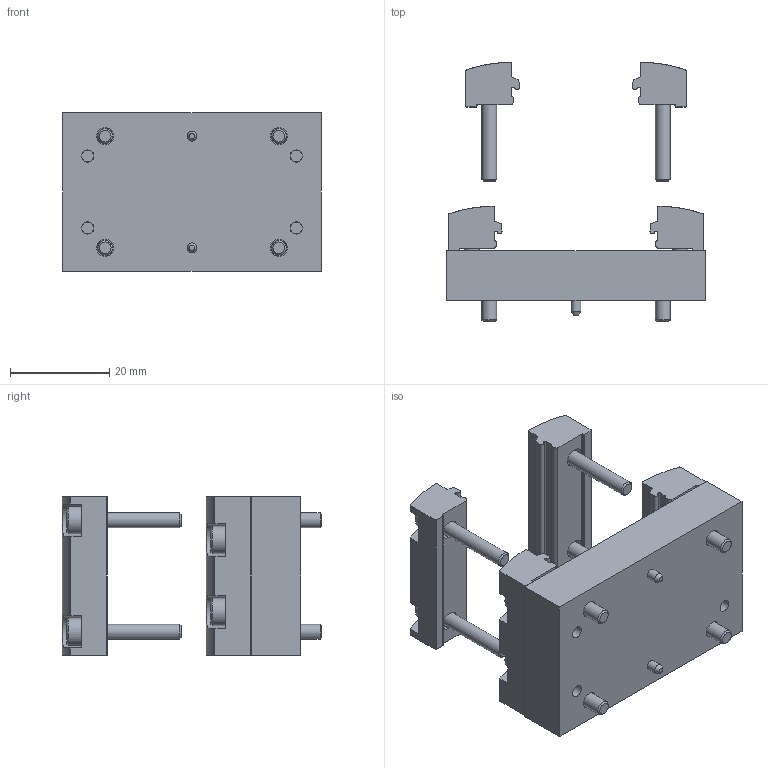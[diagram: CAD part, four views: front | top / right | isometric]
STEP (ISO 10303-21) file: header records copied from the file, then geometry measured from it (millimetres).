
FILE_DESCRIPTION(/* description */ ('STEP AP214'),/* implementation_level */ '2;1');
FILE_NAME(/* name */ '8066713_EHAA-D-L2-32-L2-32',/* time_stamp */ '2024-08-27T14:51:06+02:00',/* author */ ('License CC BY-ND 4.0'),/* organization */ ('CADENAS'),/* preprocessor_version */ 'ST-DEVELOPER v19.3',/* originating_system */ 'PARTsolutions',/* authorisation */ ' ');
FILE_SCHEMA (('AUTOMOTIVE_DESIGN {1 0 10303 214 3 1 1}'));
Length unit declared in the file: millimetre
Products named in the file (7): 8066713 EHAA-D-L2-32-L2-32; 5269117 EHAA-D-L2-32-L2-32---(p); 5065238 EHAA-D-L2-32-L2-32---(c); DIN-912 - M3x10(F); 4633284 EAHF-L2-25-P-D1---(c); DIN-912 - M3x20(F); 525273 ZBS-2
Assembly tree (19 placements, depth 2):
  8066713 EHAA-D-L2-32-L2-32
    5269117 EHAA-D-L2-32-L2-32---(p)
    5065238 EHAA-D-L2-32-L2-32---(c)  x2
    DIN-912 - M3x10(F)  x8
    4633284 EAHF-L2-25-P-D1---(c)  x2
    DIN-912 - M3x20(F)  x4
    525273 ZBS-2  x2
Bounding box: 52 x 52.2 x 32 mm (x, y, z)
Volume: 25931.3 mm3; surface area: 14791.4 mm2
Topology: 19 solids, 19 shells, 548 faces, 1228 edges, 728 vertices
Faces by surface type: plane 280, cone 140, cylinder 128
Full cylindrical faces by diameter (mm): 2 x4, 2.459 x4, 3 x12, 3.4 x4, 5.5 x12, 6.5 x4
Entity records: 5371 total; most frequent: CARTESIAN_POINT 945, DIRECTION 940, ORIENTED_EDGE 788, EDGE_CURVE 394, AXIS2_PLACEMENT_3D 369, VERTEX_POINT 270, FACE_BOUND 242, EDGE_LOOP 240
